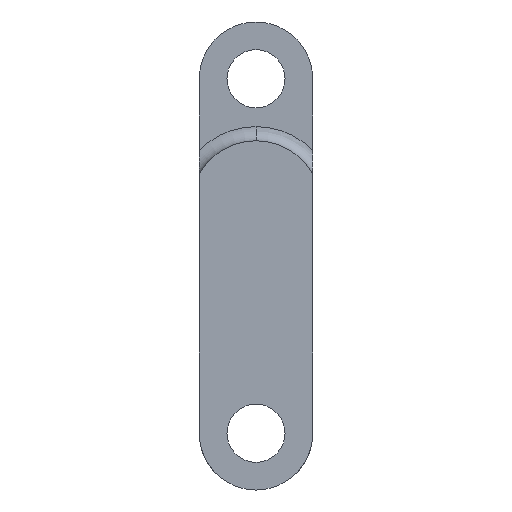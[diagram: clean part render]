
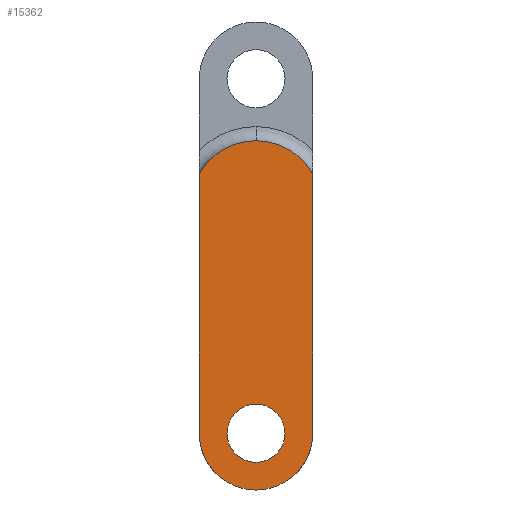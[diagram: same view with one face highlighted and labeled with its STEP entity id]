
A CAD part, left-side view. The second image highlights one B-rep face of the part: STEP entity #15362.
In plain terms, the highlighted planar face has unit normal (-1, 0, 0).
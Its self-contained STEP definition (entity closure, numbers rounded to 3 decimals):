
#92 = VERTEX_POINT ( 'NONE', #13181 ) ;
#108 = CARTESIAN_POINT ( 'NONE',  ( -118.342, 12.761, -25. ) ) ;
#291 = DIRECTION ( 'NONE',  ( 0., 0., -1. ) ) ;
#393 = PLANE ( 'NONE',  #2589 ) ;
#952 = DIRECTION ( 'NONE',  ( 0., 0., -1. ) ) ;
#985 = DIRECTION ( 'NONE',  ( 0., 0., 1. ) ) ;
#1395 = VERTEX_POINT ( 'NONE', #7520 ) ;
#1486 = EDGE_CURVE ( 'NONE', #13446, #9953, #11390, .T. ) ;
#1580 = FACE_BOUND ( 'NONE', #10887, .T. ) ;
#1613 = EDGE_LOOP ( 'NONE', ( #12966, #4577, #9320, #10431, #13380, #4259 ) ) ;
#1721 = AXIS2_PLACEMENT_3D ( 'NONE', #3186, #14189, #952 ) ;
#1898 = CARTESIAN_POINT ( 'NONE',  ( -118.342, 4.761, -33. ) ) ;
#2110 = ORIENTED_EDGE ( 'NONE', *, *, #8931, .F. ) ;
#2589 = AXIS2_PLACEMENT_3D ( 'NONE', #5095, #10190, #11235 ) ;
#3021 = CARTESIAN_POINT ( 'NONE',  ( -118.342, 4.761, -25. ) ) ;
#3186 = CARTESIAN_POINT ( 'NONE',  ( -118.342, 12.761, -25. ) ) ;
#3337 = EDGE_CURVE ( 'NONE', #4250, #14636, #3365, .T. ) ;
#3365 = CIRCLE ( 'NONE', #8688, 9.257 ) ;
#3402 = DIRECTION ( 'NONE',  ( 0., 0., -1. ) ) ;
#4099 = DIRECTION ( 'NONE',  ( 1., 0., 0. ) ) ;
#4250 = VERTEX_POINT ( 'NONE', #14578 ) ;
#4259 = ORIENTED_EDGE ( 'NONE', *, *, #1486, .F. ) ;
#4519 = AXIS2_PLACEMENT_3D ( 'NONE', #5368, #4099, #6334 ) ;
#4577 = ORIENTED_EDGE ( 'NONE', *, *, #7352, .T. ) ;
#5095 = CARTESIAN_POINT ( 'NONE',  ( -118.342, 20.761, -33. ) ) ;
#5131 = ORIENTED_EDGE ( 'NONE', *, *, #8914, .F. ) ;
#5368 = CARTESIAN_POINT ( 'NONE',  ( -118.342, 12.761, -25. ) ) ;
#6002 = CARTESIAN_POINT ( 'NONE',  ( -118.342, 12.761, -25. ) ) ;
#6334 = DIRECTION ( 'NONE',  ( 0., 0., -1. ) ) ;
#6423 = CARTESIAN_POINT ( 'NONE',  ( -118.342, 12.761, 6.993 ) ) ;
#6562 = VECTOR ( 'NONE', #7351, 1000. ) ;
#6622 = DIRECTION ( 'NONE',  ( 0., 0., 1. ) ) ;
#7045 = CARTESIAN_POINT ( 'NONE',  ( -118.342, 12.761, -33. ) ) ;
#7046 = DIRECTION ( 'NONE',  ( 0., 0., 1. ) ) ;
#7351 = DIRECTION ( 'NONE',  ( 0., 0., 1. ) ) ;
#7352 = EDGE_CURVE ( 'NONE', #9705, #4250, #10417, .T. ) ;
#7368 = DIRECTION ( 'NONE',  ( -1., 0., 0. ) ) ;
#7520 = CARTESIAN_POINT ( 'NONE',  ( -118.342, 12.761, -20.9 ) ) ;
#8469 = CIRCLE ( 'NONE', #10771, 4.1 ) ;
#8688 = AXIS2_PLACEMENT_3D ( 'NONE', #14092, #15445, #3402 ) ;
#8914 = EDGE_CURVE ( 'NONE', #15337, #1395, #8469, .T. ) ;
#8931 = EDGE_CURVE ( 'NONE', #1395, #15337, #14080, .T. ) ;
#9320 = ORIENTED_EDGE ( 'NONE', *, *, #3337, .T. ) ;
#9705 = VERTEX_POINT ( 'NONE', #10596 ) ;
#9953 = VERTEX_POINT ( 'NONE', #7045 ) ;
#10190 = DIRECTION ( 'NONE',  ( 1., 0., 0. ) ) ;
#10417 = CIRCLE ( 'NONE', #13732, 9.257 ) ;
#10431 = ORIENTED_EDGE ( 'NONE', *, *, #12910, .F. ) ;
#10509 = AXIS2_PLACEMENT_3D ( 'NONE', #6002, #13338, #7046 ) ;
#10596 = CARTESIAN_POINT ( 'NONE',  ( -118.342, 4.761, 11.65 ) ) ;
#10771 = AXIS2_PLACEMENT_3D ( 'NONE', #108, #7368, #985 ) ;
#10887 = EDGE_LOOP ( 'NONE', ( #2110, #5131 ) ) ;
#10970 = VECTOR ( 'NONE', #6622, 1000. ) ;
#11235 = DIRECTION ( 'NONE',  ( 0., 0., -1. ) ) ;
#11387 = CARTESIAN_POINT ( 'NONE',  ( -118.342, 12.761, -29.1 ) ) ;
#11390 = CIRCLE ( 'NONE', #4519, 8. ) ;
#11652 = CIRCLE ( 'NONE', #1721, 8. ) ;
#11661 = CARTESIAN_POINT ( 'NONE',  ( -118.342, 20.761, 11.65 ) ) ;
#12344 = FACE_OUTER_BOUND ( 'NONE', #1613, .T. ) ;
#12834 = LINE ( 'NONE', #1898, #10970 ) ;
#12910 = EDGE_CURVE ( 'NONE', #92, #14636, #14676, .T. ) ;
#12966 = ORIENTED_EDGE ( 'NONE', *, *, #15093, .T. ) ;
#13181 = CARTESIAN_POINT ( 'NONE',  ( -118.342, 20.761, -25. ) ) ;
#13248 = EDGE_CURVE ( 'NONE', #9953, #92, #11652, .T. ) ;
#13322 = CARTESIAN_POINT ( 'NONE',  ( -118.342, 20.761, -33. ) ) ;
#13338 = DIRECTION ( 'NONE',  ( -1., 0., 0. ) ) ;
#13380 = ORIENTED_EDGE ( 'NONE', *, *, #13248, .F. ) ;
#13446 = VERTEX_POINT ( 'NONE', #3021 ) ;
#13732 = AXIS2_PLACEMENT_3D ( 'NONE', #6423, #13753, #291 ) ;
#13753 = DIRECTION ( 'NONE',  ( -1., 0., 0. ) ) ;
#14080 = CIRCLE ( 'NONE', #10509, 4.1 ) ;
#14092 = CARTESIAN_POINT ( 'NONE',  ( -118.342, 12.761, 6.993 ) ) ;
#14189 = DIRECTION ( 'NONE',  ( 1., 0., 0. ) ) ;
#14578 = CARTESIAN_POINT ( 'NONE',  ( -118.342, 12.761, 16.25 ) ) ;
#14636 = VERTEX_POINT ( 'NONE', #11661 ) ;
#14676 = LINE ( 'NONE', #13322, #6562 ) ;
#15093 = EDGE_CURVE ( 'NONE', #13446, #9705, #12834, .T. ) ;
#15337 = VERTEX_POINT ( 'NONE', #11387 ) ;
#15362 = ADVANCED_FACE ( 'NONE', ( #12344, #1580 ), #393, .F. ) ;
#15445 = DIRECTION ( 'NONE',  ( -1., 0., 0. ) ) ;
